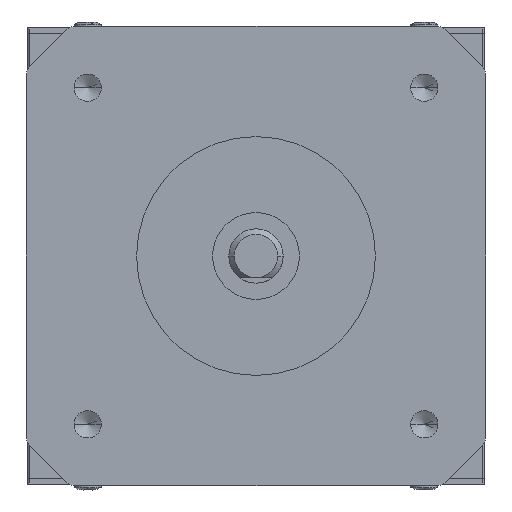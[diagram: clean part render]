
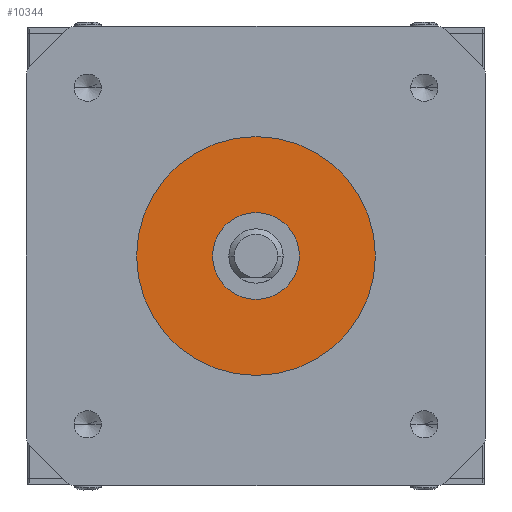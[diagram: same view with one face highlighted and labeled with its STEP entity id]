
A CAD part, front view. The second image highlights one B-rep face of the part: STEP entity #10344.
In plain terms, the highlighted face is planar.
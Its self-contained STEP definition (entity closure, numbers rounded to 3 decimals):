
#70 = CARTESIAN_POINT ( 'NONE',  ( 11., 0., -32. ) ) ;
#646 = CIRCLE ( 'NONE', #41627, 11. ) ;
#754 = DIRECTION ( 'NONE',  ( -1., 0., 0. ) ) ;
#2701 = PLANE ( 'NONE',  #27885 ) ;
#5842 = CIRCLE ( 'NONE', #14014, 11. ) ;
#8548 = DIRECTION ( 'NONE',  ( 0., 0., -1. ) ) ;
#10129 = CARTESIAN_POINT ( 'NONE',  ( 0., 0., -32. ) ) ;
#10344 = ADVANCED_FACE ( 'NONE', ( #41910, #36421 ), #2701, .T. ) ;
#10898 = AXIS2_PLACEMENT_3D ( 'NONE', #10129, #25507, #20713 ) ;
#12387 = DIRECTION ( 'NONE',  ( -1., 0., 0. ) ) ;
#13926 = AXIS2_PLACEMENT_3D ( 'NONE', #40244, #46143, #12387 ) ;
#14014 = AXIS2_PLACEMENT_3D ( 'NONE', #41837, #48435, #57990 ) ;
#15080 = CARTESIAN_POINT ( 'NONE',  ( 0., 0., -32. ) ) ;
#20713 = DIRECTION ( 'NONE',  ( -1., 0., 0. ) ) ;
#23726 = CIRCLE ( 'NONE', #10898, 4. ) ;
#24991 = DIRECTION ( 'NONE',  ( -1., 0., 0. ) ) ;
#25507 = DIRECTION ( 'NONE',  ( 0., 0., -1. ) ) ;
#27885 = AXIS2_PLACEMENT_3D ( 'NONE', #15080, #8548, #24991 ) ;
#29686 = EDGE_LOOP ( 'NONE', ( #52643, #64529 ) ) ;
#29744 = EDGE_CURVE ( 'NONE', #54807, #71528, #5842, .T. ) ;
#31129 = EDGE_LOOP ( 'NONE', ( #44488, #34689 ) ) ;
#31808 = VERTEX_POINT ( 'NONE', #64889 ) ;
#34311 = CARTESIAN_POINT ( 'NONE',  ( -11., 0., -32. ) ) ;
#34689 = ORIENTED_EDGE ( 'NONE', *, *, #38073, .F. ) ;
#35912 = CARTESIAN_POINT ( 'NONE',  ( 0., 0., -32. ) ) ;
#36421 = FACE_BOUND ( 'NONE', #31129, .T. ) ;
#38073 = EDGE_CURVE ( 'NONE', #66198, #31808, #23726, .T. ) ;
#40244 = CARTESIAN_POINT ( 'NONE',  ( 0., 0., -32. ) ) ;
#40897 = CIRCLE ( 'NONE', #13926, 4. ) ;
#41627 = AXIS2_PLACEMENT_3D ( 'NONE', #35912, #46217, #754 ) ;
#41837 = CARTESIAN_POINT ( 'NONE',  ( 0., 0., -32. ) ) ;
#41910 = FACE_OUTER_BOUND ( 'NONE', #29686, .T. ) ;
#44488 = ORIENTED_EDGE ( 'NONE', *, *, #46202, .F. ) ;
#46143 = DIRECTION ( 'NONE',  ( 0., 0., -1. ) ) ;
#46202 = EDGE_CURVE ( 'NONE', #31808, #66198, #40897, .T. ) ;
#46217 = DIRECTION ( 'NONE',  ( 0., 0., -1. ) ) ;
#48435 = DIRECTION ( 'NONE',  ( 0., 0., -1. ) ) ;
#49610 = CARTESIAN_POINT ( 'NONE',  ( -4., 0., -32. ) ) ;
#51060 = EDGE_CURVE ( 'NONE', #71528, #54807, #646, .T. ) ;
#52643 = ORIENTED_EDGE ( 'NONE', *, *, #29744, .T. ) ;
#54807 = VERTEX_POINT ( 'NONE', #70 ) ;
#57990 = DIRECTION ( 'NONE',  ( -1., 0., 0. ) ) ;
#64529 = ORIENTED_EDGE ( 'NONE', *, *, #51060, .T. ) ;
#64889 = CARTESIAN_POINT ( 'NONE',  ( 4., 0., -32. ) ) ;
#66198 = VERTEX_POINT ( 'NONE', #49610 ) ;
#71528 = VERTEX_POINT ( 'NONE', #34311 ) ;
